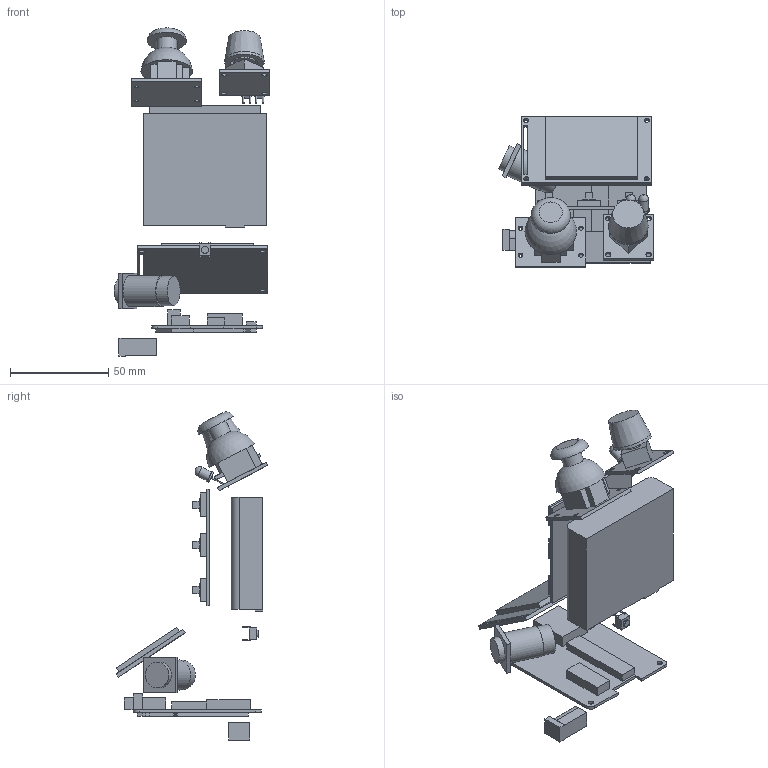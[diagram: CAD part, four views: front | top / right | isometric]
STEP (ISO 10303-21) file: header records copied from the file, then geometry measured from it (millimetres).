
FILE_DESCRIPTION(/* description */ (''),/* implementation_level */ '2;1');
FILE_NAME(/* name */ 'non-printables.step',/* time_stamp */ '2024-03-13T19:16:20-04:00',/* author */ (''),/* organization */ (''),/* preprocessor_version */ 'ST-DEVELOPER v20',/* originating_system */ 'Autodesk Translation Framework v12.20.1.177',/* authorisation */ '');
FILE_SCHEMA (('AUTOMOTIVE_DESIGN { 1 0 10303 214 3 1 1 }'));
Length unit declared in the file: millimetre
Products named in the file (12): wattson; Main Body; Door; Top Plate; Buttons; Top Case; Base Case; Battery; Handle; Trigger; Button; NP - Button
Assembly tree (11 placements, depth 5):
  wattson
    Main Body
      Door
      Top Plate
        Buttons
        Top Case
      Base Case
        Battery
    Handle
      Trigger
        Button
          NP - Button
Bounding box: 78.87 x 77.23 x 166.88 mm (x, y, z)
Volume: 112284.7 mm3; surface area: 47400.3 mm2
Topology: 10 solids, 10 shells, 323 faces, 760 edges, 503 vertices
Faces by surface type: plane 269, cylinder 49, sphere 3, torus 1, cone 1
Full cylindrical faces by diameter (mm): 0.721 x4, 2.3 x4, 2.5 x4, 2.75 x8, 3.6 x1, 5 x2, 5.75 x2, 6.8 x8, 6.9 x1, 10.5 x1, 11.2 x1, 13.1 x1, 14 x1, 15 x1, 15.75 x1, 20 x1
Entity records: 9511 total; most frequent: CARTESIAN_POINT 1607, DIRECTION 1563, ORIENTED_EDGE 1516, EDGE_CURVE 758, LINE 645, VECTOR 645, VERTEX_POINT 503, AXIS2_PLACEMENT_3D 459
